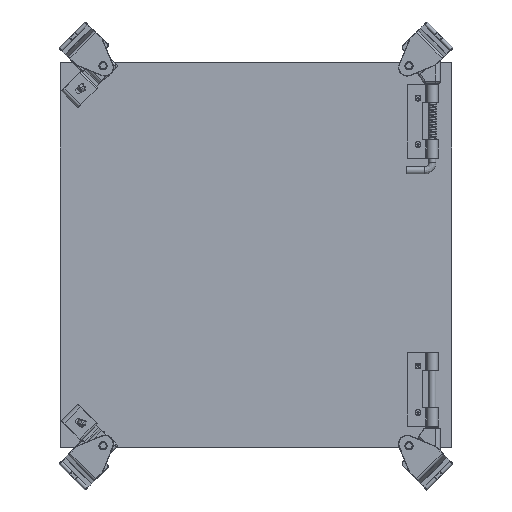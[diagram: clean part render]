
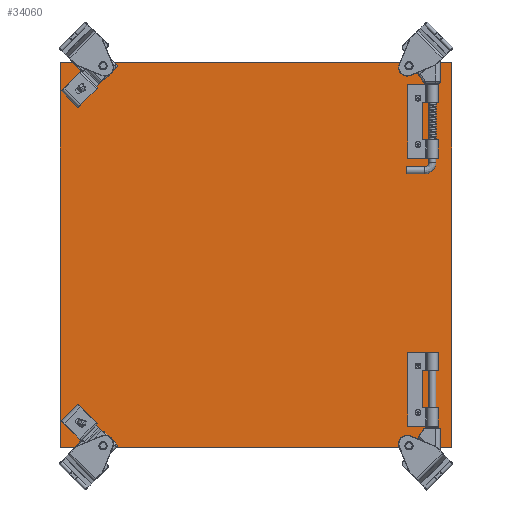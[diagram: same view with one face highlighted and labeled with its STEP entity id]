
A CAD part, top view. The second image highlights one B-rep face of the part: STEP entity #34060.
In plain terms, the highlighted planar face has unit normal (0.002, 0, 1).
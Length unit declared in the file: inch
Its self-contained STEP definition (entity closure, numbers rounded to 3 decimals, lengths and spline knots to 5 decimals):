
#293 = DIRECTION ( 'NONE',  ( 0.002, 0., 1. ) ) ;
#1376 = EDGE_CURVE ( 'NONE', #15913, #15913, #60579, .T. ) ;
#1754 = DIRECTION ( 'NONE',  ( 0.002, 0., 1. ) ) ;
#2262 = CARTESIAN_POINT ( 'NONE',  ( 4.36889, 3.00478, -2.33523 ) ) ;
#3375 = DIRECTION ( 'NONE',  ( -1., 0., 0.002 ) ) ;
#3564 = CARTESIAN_POINT ( 'NONE',  ( -5.28359, -5.17052, -2.31772 ) ) ;
#6844 = CARTESIAN_POINT ( 'NONE',  ( -5.28359, 5.20448, -2.31772 ) ) ;
#8489 = ORIENTED_EDGE ( 'NONE', *, *, #87724, .F. ) ;
#9744 = EDGE_CURVE ( 'NONE', #45988, #12648, #90690, .T. ) ;
#10023 = DIRECTION ( 'NONE',  ( 0.002, 0., 1. ) ) ;
#12134 = ORIENTED_EDGE ( 'NONE', *, *, #60467, .F. ) ;
#12648 = VERTEX_POINT ( 'NONE', #70986 ) ;
#12914 = AXIS2_PLACEMENT_3D ( 'NONE', #97368, #10023, #3375 ) ;
#13692 = DIRECTION ( 'NONE',  ( -0.002, 0., -1. ) ) ;
#14486 = CARTESIAN_POINT ( 'NONE',  ( 4.29889, 4.25478, -2.33511 ) ) ;
#15218 = EDGE_CURVE ( 'NONE', #32884, #32884, #29362, .T. ) ;
#15705 = FACE_BOUND ( 'NONE', #65227, .T. ) ;
#15913 = VERTEX_POINT ( 'NONE', #37560 ) ;
#19700 = CIRCLE ( 'NONE', #77261, 0.07 ) ;
#19819 = EDGE_CURVE ( 'NONE', #74477, #74477, #94941, .T. ) ;
#21157 = VERTEX_POINT ( 'NONE', #14486 ) ;
#22280 = VERTEX_POINT ( 'NONE', #44934 ) ;
#22470 = LINE ( 'NONE', #101141, #31913 ) ;
#23630 = ORIENTED_EDGE ( 'NONE', *, *, #86067, .F. ) ;
#24357 = LINE ( 'NONE', #71719, #77823 ) ;
#25110 = VERTEX_POINT ( 'NONE', #3564 ) ;
#28465 = CIRCLE ( 'NONE', #85932, 0.07 ) ;
#29233 = DIRECTION ( 'NONE',  ( 0.002, 0., 1. ) ) ;
#29362 = CIRCLE ( 'NONE', #12914, 0.07 ) ;
#29645 = DIRECTION ( 'NONE',  ( 0.002, 0., 1. ) ) ;
#30117 = FACE_BOUND ( 'NONE', #53665, .T. ) ;
#30618 = FACE_OUTER_BOUND ( 'NONE', #73230, .T. ) ;
#30724 = DIRECTION ( 'NONE',  ( -1., 0., 0.002 ) ) ;
#31072 = DIRECTION ( 'NONE',  ( -1., 0., 0.002 ) ) ;
#31466 = DIRECTION ( 'NONE',  ( -1., 0., 0.002 ) ) ;
#31913 = VECTOR ( 'NONE', #30724, 39.37008 ) ;
#32884 = VERTEX_POINT ( 'NONE', #47787 ) ;
#33576 = DIRECTION ( 'NONE',  ( -1., 0., 0.002 ) ) ;
#34060 = ADVANCED_FACE ( 'NONE', ( #46034, #45520, #15705, #70254, #30117, #47041, #30618 ), #61523, .F. ) ;
#37560 = CARTESIAN_POINT ( 'NONE',  ( -4.81629, 4.52648, -2.31856 ) ) ;
#38402 = VECTOR ( 'NONE', #82394, 39.37008 ) ;
#40231 = ORIENTED_EDGE ( 'NONE', *, *, #44219, .F. ) ;
#40278 = CARTESIAN_POINT ( 'NONE',  ( 5.27889, 5.20448, -2.33689 ) ) ;
#40725 = EDGE_CURVE ( 'NONE', #95862, #95862, #44197, .T. ) ;
#44197 = CIRCLE ( 'NONE', #67290, 0.07 ) ;
#44219 = EDGE_CURVE ( 'NONE', #25110, #86261, #24357, .T. ) ;
#44934 = CARTESIAN_POINT ( 'NONE',  ( 4.29889, -2.97082, -2.33511 ) ) ;
#45032 = DIRECTION ( 'NONE',  ( -1., 0., 0.002 ) ) ;
#45520 = FACE_BOUND ( 'NONE', #67966, .T. ) ;
#45988 = VERTEX_POINT ( 'NONE', #40278 ) ;
#46034 = FACE_BOUND ( 'NONE', #99656, .T. ) ;
#47041 = FACE_BOUND ( 'NONE', #72903, .T. ) ;
#47787 = CARTESIAN_POINT ( 'NONE',  ( 4.29889, -4.22082, -2.33511 ) ) ;
#47875 = VECTOR ( 'NONE', #59979, 39.37008 ) ;
#48562 = EDGE_LOOP ( 'NONE', ( #23630 ) ) ;
#51034 = CARTESIAN_POINT ( 'NONE',  ( -0.00235, 5.20448, -2.3273 ) ) ;
#53665 = EDGE_LOOP ( 'NONE', ( #84201 ) ) ;
#59979 = DIRECTION ( 'NONE',  ( 0., -1., 0. ) ) ;
#60123 = CARTESIAN_POINT ( 'NONE',  ( -4.81629, -4.49252, -2.31856 ) ) ;
#60467 = EDGE_CURVE ( 'NONE', #22280, #22280, #19700, .T. ) ;
#60579 = CIRCLE ( 'NONE', #91643, 0.125 ) ;
#61467 = CARTESIAN_POINT ( 'NONE',  ( -4.69129, -4.49252, -2.31879 ) ) ;
#61523 = PLANE ( 'NONE',  #69274 ) ;
#61632 = DIRECTION ( 'NONE',  ( -1., 0., 0.002 ) ) ;
#64424 = CARTESIAN_POINT ( 'NONE',  ( -4.69129, 4.52648, -2.31879 ) ) ;
#65227 = EDGE_LOOP ( 'NONE', ( #69531 ) ) ;
#65317 = EDGE_CURVE ( 'NONE', #86261, #45988, #69033, .T. ) ;
#67290 = AXIS2_PLACEMENT_3D ( 'NONE', #2262, #1754, #33576 ) ;
#67966 = EDGE_LOOP ( 'NONE', ( #12134 ) ) ;
#68176 = CARTESIAN_POINT ( 'NONE',  ( 5.27889, 0.01698, -2.33689 ) ) ;
#69033 = LINE ( 'NONE', #51034, #38402 ) ;
#69274 = AXIS2_PLACEMENT_3D ( 'NONE', #94319, #13692, #45032 ) ;
#69531 = ORIENTED_EDGE ( 'NONE', *, *, #40725, .F. ) ;
#70254 = FACE_BOUND ( 'NONE', #48562, .T. ) ;
#70986 = CARTESIAN_POINT ( 'NONE',  ( 5.27889, -5.17052, -2.33689 ) ) ;
#71719 = CARTESIAN_POINT ( 'NONE',  ( -5.28359, 0.01698, -2.31772 ) ) ;
#72274 = CARTESIAN_POINT ( 'NONE',  ( 4.29889, 3.00478, -2.33511 ) ) ;
#72903 = EDGE_LOOP ( 'NONE', ( #94210 ) ) ;
#73230 = EDGE_LOOP ( 'NONE', ( #8489, #95710, #90391, #40231 ) ) ;
#73513 = ORIENTED_EDGE ( 'NONE', *, *, #15218, .F. ) ;
#74477 = VERTEX_POINT ( 'NONE', #60123 ) ;
#77261 = AXIS2_PLACEMENT_3D ( 'NONE', #100636, #29233, #61632 ) ;
#77823 = VECTOR ( 'NONE', #88090, 39.37008 ) ;
#82394 = DIRECTION ( 'NONE',  ( 1., 0., -0.002 ) ) ;
#83638 = DIRECTION ( 'NONE',  ( -1., 0., 0.002 ) ) ;
#84201 = ORIENTED_EDGE ( 'NONE', *, *, #19819, .F. ) ;
#85932 = AXIS2_PLACEMENT_3D ( 'NONE', #100540, #29645, #83638 ) ;
#86067 = EDGE_CURVE ( 'NONE', #21157, #21157, #28465, .T. ) ;
#86261 = VERTEX_POINT ( 'NONE', #6844 ) ;
#86753 = AXIS2_PLACEMENT_3D ( 'NONE', #61467, #293, #31072 ) ;
#86969 = DIRECTION ( 'NONE',  ( 0.002, 0., 1. ) ) ;
#87724 = EDGE_CURVE ( 'NONE', #12648, #25110, #22470, .T. ) ;
#88090 = DIRECTION ( 'NONE',  ( 0., 1., 0. ) ) ;
#90391 = ORIENTED_EDGE ( 'NONE', *, *, #65317, .F. ) ;
#90690 = LINE ( 'NONE', #68176, #47875 ) ;
#91643 = AXIS2_PLACEMENT_3D ( 'NONE', #64424, #86969, #31466 ) ;
#94210 = ORIENTED_EDGE ( 'NONE', *, *, #1376, .F. ) ;
#94319 = CARTESIAN_POINT ( 'NONE',  ( -0.00235, 0.01698, -2.3273 ) ) ;
#94941 = CIRCLE ( 'NONE', #86753, 0.125 ) ;
#95710 = ORIENTED_EDGE ( 'NONE', *, *, #9744, .F. ) ;
#95862 = VERTEX_POINT ( 'NONE', #72274 ) ;
#97368 = CARTESIAN_POINT ( 'NONE',  ( 4.36889, -4.22082, -2.33523 ) ) ;
#99656 = EDGE_LOOP ( 'NONE', ( #73513 ) ) ;
#100540 = CARTESIAN_POINT ( 'NONE',  ( 4.36889, 4.25478, -2.33523 ) ) ;
#100636 = CARTESIAN_POINT ( 'NONE',  ( 4.36889, -2.97082, -2.33523 ) ) ;
#101141 = CARTESIAN_POINT ( 'NONE',  ( -0.00235, -5.17052, -2.3273 ) ) ;
